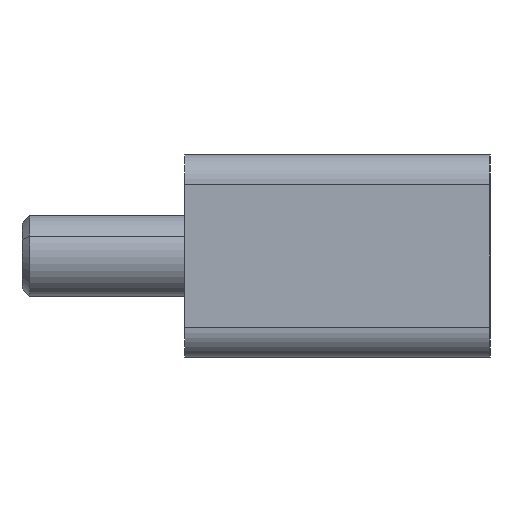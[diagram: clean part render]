
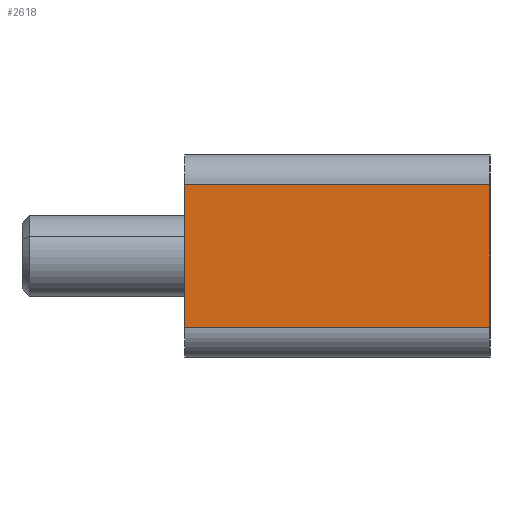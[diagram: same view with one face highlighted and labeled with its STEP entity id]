
A CAD part, left-side view. The second image highlights one B-rep face of the part: STEP entity #2618.
In plain terms, the highlighted planar face has unit normal (-1, 0, 0).
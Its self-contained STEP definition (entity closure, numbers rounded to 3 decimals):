
#207 = VERTEX_POINT ( 'NONE', #3699 ) ;
#316 = CARTESIAN_POINT ( 'NONE',  ( -39., 7.5, -3.5 ) ) ;
#345 = CARTESIAN_POINT ( 'NONE',  ( -39., 7.5, -3.5 ) ) ;
#447 = AXIS2_PLACEMENT_3D ( 'NONE', #4864, #904, #7235 ) ;
#465 = EDGE_CURVE ( 'NONE', #522, #207, #1764, .T. ) ;
#522 = VERTEX_POINT ( 'NONE', #929 ) ;
#883 = EDGE_CURVE ( 'NONE', #1031, #522, #4876, .T. ) ;
#904 = DIRECTION ( 'NONE',  ( 1., 0., 0. ) ) ;
#929 = CARTESIAN_POINT ( 'NONE',  ( -39., 7.5, 3.5 ) ) ;
#939 = DIRECTION ( 'NONE',  ( 0., 0., 1. ) ) ;
#1031 = VERTEX_POINT ( 'NONE', #345 ) ;
#1052 = VECTOR ( 'NONE', #5100, 1000. ) ;
#1764 = LINE ( 'NONE', #9567, #3633 ) ;
#2618 = ADVANCED_FACE ( 'NONE', ( #6565 ), #5561, .F. ) ;
#3545 = DIRECTION ( 'NONE',  ( 0., 0., 1. ) ) ;
#3633 = VECTOR ( 'NONE', #5713, 1000. ) ;
#3699 = CARTESIAN_POINT ( 'NONE',  ( -39., -7.5, 3.5 ) ) ;
#4478 = EDGE_CURVE ( 'NONE', #4716, #207, #7153, .T. ) ;
#4689 = CARTESIAN_POINT ( 'NONE',  ( -39., 7.5, 3.5 ) ) ;
#4716 = VERTEX_POINT ( 'NONE', #6319 ) ;
#4864 = CARTESIAN_POINT ( 'NONE',  ( -39., 7.5, 3.5 ) ) ;
#4876 = LINE ( 'NONE', #4689, #9055 ) ;
#5100 = DIRECTION ( 'NONE',  ( 0., -1., 0. ) ) ;
#5223 = ORIENTED_EDGE ( 'NONE', *, *, #7207, .T. ) ;
#5561 = PLANE ( 'NONE',  #447 ) ;
#5713 = DIRECTION ( 'NONE',  ( 0., -1., 0. ) ) ;
#6319 = CARTESIAN_POINT ( 'NONE',  ( -39., -7.5, -3.5 ) ) ;
#6565 = FACE_OUTER_BOUND ( 'NONE', #8085, .T. ) ;
#6910 = VECTOR ( 'NONE', #3545, 1000. ) ;
#7153 = LINE ( 'NONE', #8267, #6910 ) ;
#7207 = EDGE_CURVE ( 'NONE', #1031, #4716, #10244, .T. ) ;
#7235 = DIRECTION ( 'NONE',  ( 0., 0., -1. ) ) ;
#7506 = ORIENTED_EDGE ( 'NONE', *, *, #883, .F. ) ;
#8085 = EDGE_LOOP ( 'NONE', ( #9587, #9335, #7506, #5223 ) ) ;
#8267 = CARTESIAN_POINT ( 'NONE',  ( -39., -7.5, 3.5 ) ) ;
#9055 = VECTOR ( 'NONE', #939, 1000. ) ;
#9335 = ORIENTED_EDGE ( 'NONE', *, *, #465, .F. ) ;
#9567 = CARTESIAN_POINT ( 'NONE',  ( -39., 7.5, 3.5 ) ) ;
#9587 = ORIENTED_EDGE ( 'NONE', *, *, #4478, .T. ) ;
#10244 = LINE ( 'NONE', #316, #1052 ) ;
